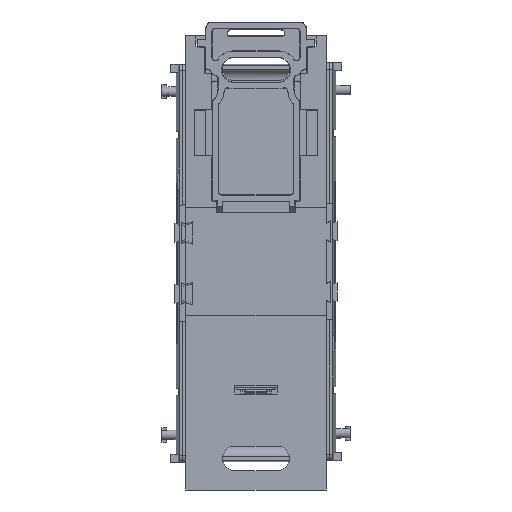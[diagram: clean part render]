
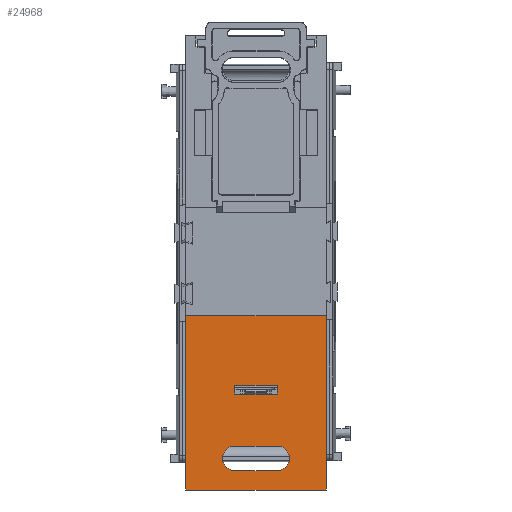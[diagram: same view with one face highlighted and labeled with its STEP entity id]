
A CAD part, front view. The second image highlights one B-rep face of the part: STEP entity #24968.
In plain terms, the highlighted planar face has unit normal (0, -1, 0).
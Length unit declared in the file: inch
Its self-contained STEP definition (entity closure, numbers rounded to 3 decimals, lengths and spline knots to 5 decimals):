
#521 = LINE ( 'NONE', #4314, #19085 ) ;
#1140 = CARTESIAN_POINT ( 'NONE',  ( 0.86614, -0.60039, -0.64961 ) ) ;
#1170 = CARTESIAN_POINT ( 'NONE',  ( 0.26378, -0.60039, -1.61673 ) ) ;
#1537 = FACE_BOUND ( 'NONE', #19058, .T. ) ;
#1547 = EDGE_CURVE ( 'NONE', #24162, #2727, #521, .T. ) ;
#1630 = CARTESIAN_POINT ( 'NONE',  ( 0.26378, -0.60039, -2.25984 ) ) ;
#1695 = EDGE_CURVE ( 'NONE', #25871, #21445, #20814, .T. ) ;
#1816 = CARTESIAN_POINT ( 'NONE',  ( 0.86614, -0.60039, -2.25984 ) ) ;
#1986 = LINE ( 'NONE', #4031, #9013 ) ;
#2111 = EDGE_LOOP ( 'NONE', ( #17244, #27685, #19768, #25381 ) ) ;
#2320 = DIRECTION ( 'NONE',  ( 0., 0., 1. ) ) ;
#2431 = EDGE_CURVE ( 'NONE', #6754, #11076, #15330, .T. ) ;
#2614 = VERTEX_POINT ( 'NONE', #11217 ) ;
#2727 = VERTEX_POINT ( 'NONE', #1170 ) ;
#2840 = AXIS2_PLACEMENT_3D ( 'NONE', #10492, #19199, #15131 ) ;
#2969 = LINE ( 'NONE', #18208, #20159 ) ;
#3411 = VERTEX_POINT ( 'NONE', #1140 ) ;
#3560 = CARTESIAN_POINT ( 'NONE',  ( -0.26378, -0.60039, -2.40945 ) ) ;
#3603 = LINE ( 'NONE', #12293, #6672 ) ;
#3732 = DIRECTION ( 'NONE',  ( 0., 1., 0. ) ) ;
#4010 = LINE ( 'NONE', #1816, #6750 ) ;
#4031 = CARTESIAN_POINT ( 'NONE',  ( 0.86614, -0.60039, -2.55906 ) ) ;
#4314 = CARTESIAN_POINT ( 'NONE',  ( 0.86614, -0.60039, -1.61673 ) ) ;
#4603 = EDGE_CURVE ( 'NONE', #2727, #2614, #11178, .T. ) ;
#5591 = DIRECTION ( 'NONE',  ( 0., 0., 1. ) ) ;
#5909 = AXIS2_PLACEMENT_3D ( 'NONE', #3560, #14166, #5591 ) ;
#6210 = ORIENTED_EDGE ( 'NONE', *, *, #24111, .F. ) ;
#6672 = VECTOR ( 'NONE', #23188, 39.37008 ) ;
#6750 = VECTOR ( 'NONE', #10673, 39.37008 ) ;
#6754 = VERTEX_POINT ( 'NONE', #15405 ) ;
#7095 = ORIENTED_EDGE ( 'NONE', *, *, #2431, .F. ) ;
#7583 = EDGE_CURVE ( 'NONE', #17758, #24162, #2969, .T. ) ;
#7627 = DIRECTION ( 'NONE',  ( 0., 0., 1. ) ) ;
#7898 = VECTOR ( 'NONE', #7627, 39.37008 ) ;
#8055 = EDGE_CURVE ( 'NONE', #2614, #17758, #23806, .T. ) ;
#8194 = LINE ( 'NONE', #19365, #14698 ) ;
#8742 = CARTESIAN_POINT ( 'NONE',  ( -0.86614, -0.60039, -2.79921 ) ) ;
#8793 = EDGE_CURVE ( 'NONE', #11076, #14516, #4010, .T. ) ;
#9013 = VECTOR ( 'NONE', #23899, 39.37008 ) ;
#9705 = CARTESIAN_POINT ( 'NONE',  ( -0.86614, -0.60039, -0.64961 ) ) ;
#10143 = VERTEX_POINT ( 'NONE', #23836 ) ;
#10492 = CARTESIAN_POINT ( 'NONE',  ( 0.26378, -0.60039, -2.40945 ) ) ;
#10673 = DIRECTION ( 'NONE',  ( -1., 0., 0. ) ) ;
#10795 = ORIENTED_EDGE ( 'NONE', *, *, #8055, .F. ) ;
#10836 = FACE_OUTER_BOUND ( 'NONE', #2111, .T. ) ;
#11076 = VERTEX_POINT ( 'NONE', #1630 ) ;
#11178 = LINE ( 'NONE', #13501, #14049 ) ;
#11217 = CARTESIAN_POINT ( 'NONE',  ( 0.26378, -0.60039, -1.50649 ) ) ;
#12293 = CARTESIAN_POINT ( 'NONE',  ( 0.86614, -0.60039, -2.79921 ) ) ;
#12746 = VECTOR ( 'NONE', #14946, 39.37008 ) ;
#13154 = DIRECTION ( 'NONE',  ( 1., 0., 0. ) ) ;
#13501 = CARTESIAN_POINT ( 'NONE',  ( 0.26378, -0.60039, -0.64961 ) ) ;
#14049 = VECTOR ( 'NONE', #2320, 39.37008 ) ;
#14166 = DIRECTION ( 'NONE',  ( 0., -1., 0. ) ) ;
#14169 = ORIENTED_EDGE ( 'NONE', *, *, #1547, .F. ) ;
#14241 = CIRCLE ( 'NONE', #5909, 0.14961 ) ;
#14516 = VERTEX_POINT ( 'NONE', #23461 ) ;
#14698 = VECTOR ( 'NONE', #25889, 39.37008 ) ;
#14887 = DIRECTION ( 'NONE',  ( 0., 0., 1. ) ) ;
#14946 = DIRECTION ( 'NONE',  ( -1., 0., 0. ) ) ;
#14992 = ORIENTED_EDGE ( 'NONE', *, *, #7583, .F. ) ;
#15131 = DIRECTION ( 'NONE',  ( 0., 0., 1. ) ) ;
#15330 = CIRCLE ( 'NONE', #2840, 0.14961 ) ;
#15405 = CARTESIAN_POINT ( 'NONE',  ( 0.26378, -0.60039, -2.55906 ) ) ;
#16336 = CARTESIAN_POINT ( 'NONE',  ( -0.26378, -0.60039, -1.61673 ) ) ;
#16596 = CARTESIAN_POINT ( 'NONE',  ( -0.26378, -0.60039, -1.50649 ) ) ;
#16609 = CARTESIAN_POINT ( 'NONE',  ( -0.86614, -0.60039, -0.64961 ) ) ;
#16742 = VECTOR ( 'NONE', #24679, 39.37008 ) ;
#17123 = CARTESIAN_POINT ( 'NONE',  ( 0.86614, -0.60039, -1.50649 ) ) ;
#17244 = ORIENTED_EDGE ( 'NONE', *, *, #23905, .F. ) ;
#17758 = VERTEX_POINT ( 'NONE', #16596 ) ;
#18012 = CARTESIAN_POINT ( 'NONE',  ( 0.86614, -0.60039, -2.79921 ) ) ;
#18208 = CARTESIAN_POINT ( 'NONE',  ( -0.26378, -0.60039, -0.64961 ) ) ;
#18419 = EDGE_CURVE ( 'NONE', #3411, #21445, #23076, .T. ) ;
#19058 = EDGE_LOOP ( 'NONE', ( #23405, #20406, #7095, #6210 ) ) ;
#19085 = VECTOR ( 'NONE', #13154, 39.37008 ) ;
#19106 = CARTESIAN_POINT ( 'NONE',  ( 0.86614, -0.60039, -0.64961 ) ) ;
#19199 = DIRECTION ( 'NONE',  ( 0., -1., 0. ) ) ;
#19365 = CARTESIAN_POINT ( 'NONE',  ( 0.86614, -0.60039, 0. ) ) ;
#19392 = FACE_BOUND ( 'NONE', #26080, .T. ) ;
#19546 = ORIENTED_EDGE ( 'NONE', *, *, #4603, .F. ) ;
#19768 = ORIENTED_EDGE ( 'NONE', *, *, #18419, .T. ) ;
#20159 = VECTOR ( 'NONE', #24733, 39.37008 ) ;
#20406 = ORIENTED_EDGE ( 'NONE', *, *, #8793, .F. ) ;
#20814 = LINE ( 'NONE', #16609, #7898 ) ;
#21445 = VERTEX_POINT ( 'NONE', #9705 ) ;
#23076 = LINE ( 'NONE', #27287, #16742 ) ;
#23188 = DIRECTION ( 'NONE',  ( -1., 0., 0. ) ) ;
#23351 = VERTEX_POINT ( 'NONE', #18012 ) ;
#23405 = ORIENTED_EDGE ( 'NONE', *, *, #26395, .F. ) ;
#23461 = CARTESIAN_POINT ( 'NONE',  ( -0.26378, -0.60039, -2.25984 ) ) ;
#23806 = LINE ( 'NONE', #17123, #12746 ) ;
#23836 = CARTESIAN_POINT ( 'NONE',  ( -0.26378, -0.60039, -2.55906 ) ) ;
#23899 = DIRECTION ( 'NONE',  ( 1., 0., 0. ) ) ;
#23905 = EDGE_CURVE ( 'NONE', #23351, #25871, #3603, .T. ) ;
#24111 = EDGE_CURVE ( 'NONE', #10143, #6754, #1986, .T. ) ;
#24162 = VERTEX_POINT ( 'NONE', #16336 ) ;
#24679 = DIRECTION ( 'NONE',  ( -1., 0., 0. ) ) ;
#24733 = DIRECTION ( 'NONE',  ( 0., 0., -1. ) ) ;
#24968 = ADVANCED_FACE ( 'NONE', ( #10836, #19392, #1537 ), #25918, .F. ) ;
#25381 = ORIENTED_EDGE ( 'NONE', *, *, #1695, .F. ) ;
#25871 = VERTEX_POINT ( 'NONE', #8742 ) ;
#25889 = DIRECTION ( 'NONE',  ( 0., 0., 1. ) ) ;
#25918 = PLANE ( 'NONE',  #26637 ) ;
#26080 = EDGE_LOOP ( 'NONE', ( #14992, #10795, #19546, #14169 ) ) ;
#26395 = EDGE_CURVE ( 'NONE', #14516, #10143, #14241, .T. ) ;
#26606 = EDGE_CURVE ( 'NONE', #23351, #3411, #8194, .T. ) ;
#26637 = AXIS2_PLACEMENT_3D ( 'NONE', #19106, #3732, #14887 ) ;
#27287 = CARTESIAN_POINT ( 'NONE',  ( 0.86614, -0.60039, -0.64961 ) ) ;
#27685 = ORIENTED_EDGE ( 'NONE', *, *, #26606, .T. ) ;
